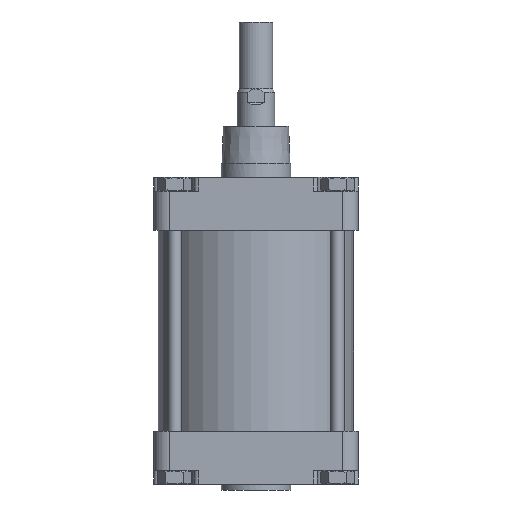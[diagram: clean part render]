
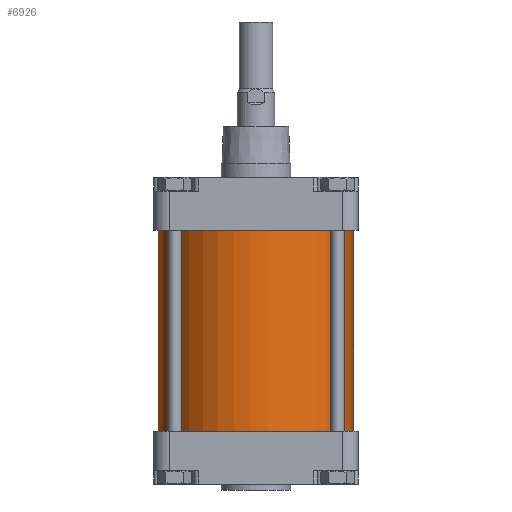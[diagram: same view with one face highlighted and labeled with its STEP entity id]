
A CAD part, front view. The second image highlights one B-rep face of the part: STEP entity #6926.
In plain terms, the highlighted cylindrical face has radius 105 mm (diameter 210 mm), a full revolution.
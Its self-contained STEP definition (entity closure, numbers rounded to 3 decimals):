
#216=CYLINDRICAL_SURFACE('',#7601,105.);
#1215=FACE_BOUND('',#2026,.T.);
#1532=FACE_OUTER_BOUND('',#2025,.T.);
#2025=EDGE_LOOP('',(#5089));
#2026=EDGE_LOOP('',(#5090));
#2713=CIRCLE('',#7600,105.);
#2714=CIRCLE('',#7602,105.);
#3211=VERTEX_POINT('',#10966);
#3212=VERTEX_POINT('',#10969);
#3947=EDGE_CURVE('',#3211,#3211,#2713,.T.);
#3948=EDGE_CURVE('',#3212,#3212,#2714,.T.);
#5089=ORIENTED_EDGE('',*,*,#3947,.T.);
#5090=ORIENTED_EDGE('',*,*,#3948,.F.);
#6926=ADVANCED_FACE('',(#1532,#1215),#216,.T.);
#7600=AXIS2_PLACEMENT_3D('',#10967,#8888,#8889);
#7601=AXIS2_PLACEMENT_3D('',#10968,#8890,#8891);
#7602=AXIS2_PLACEMENT_3D('',#10970,#8892,#8893);
#8888=DIRECTION('center_axis',(0.,0.,
-1.));
#8889=DIRECTION('ref_axis',(-0.601,0.799,0.));
#8890=DIRECTION('center_axis',(0.,0.,
-1.));
#8891=DIRECTION('ref_axis',(0.799,0.601,0.));
#8892=DIRECTION('center_axis',(0.,0.,
-1.));
#8893=DIRECTION('ref_axis',(-0.601,0.799,0.));
#10966=CARTESIAN_POINT('',(83.909,63.121,-28.5));
#10967=CARTESIAN_POINT('Origin',(0.,0.,
-28.5));
#10968=CARTESIAN_POINT('Origin',(0.,0.,
-136.5));
#10969=CARTESIAN_POINT('',(83.909,63.121,-244.5));
#10970=CARTESIAN_POINT('Origin',(0.,0.,
-244.5));
